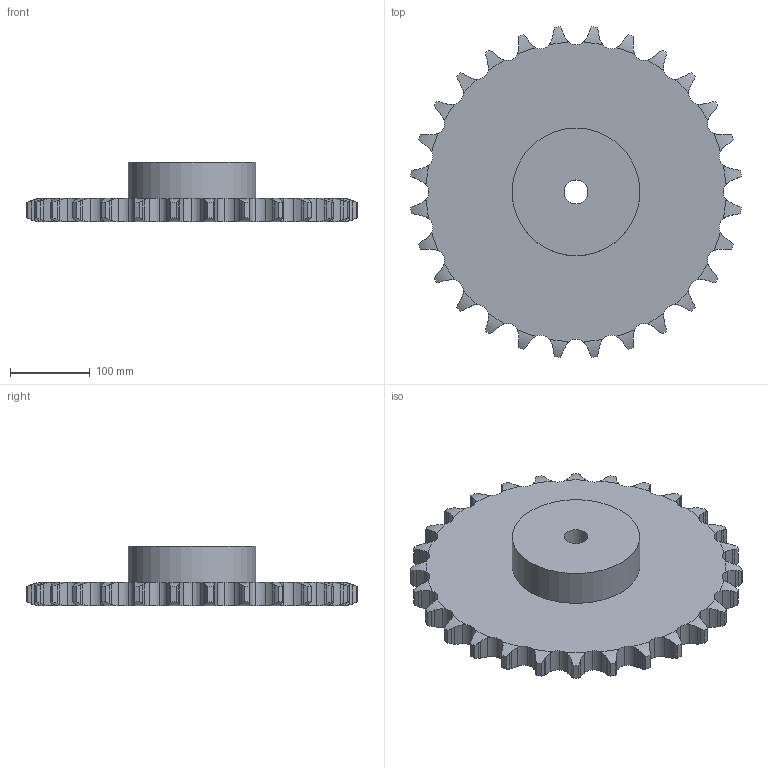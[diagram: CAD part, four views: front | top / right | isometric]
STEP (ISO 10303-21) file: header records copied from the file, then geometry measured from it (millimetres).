
FILE_DESCRIPTION(('FreeCAD Model'),'2;1');
FILE_NAME('Open CASCADE Shape Model','2021-06-27T08:36:27',('FreeCAD'),( 'FreeCAD'),'Open CASCADE STEP processor 7.4','FreeCAD','Unknown');
FILE_SCHEMA(('AUTOMOTIVE_DESIGN { 1 0 10303 214 1 1 1 1 }'));
Length unit declared in the file: millimetre
Products named in the file (1): Open CASCADE STEP translator 7.4 21
Bounding box: 414.08 x 414.08 x 75 mm (x, y, z)
Volume: 4305120 mm3; surface area: 317096.8 mm2
Topology: 1 solids, 1 shells, 314 faces, 931 edges, 621 vertices
Faces by surface type: cylinder 198, plane 60, torus 56
Full cylindrical faces by diameter (mm): 30 x1, 160 x1
Entity records: 29010 total; most frequent: CARTESIAN_POINT 13305, DIRECTION 2139, ORIENTED_EDGE 1862, PCURVE 1862, DEFINITIONAL_REPRESENTATION 1862, B_SPLINE_CURVE_WITH_KNOTS 1344, LINE 1046, VECTOR 1046
